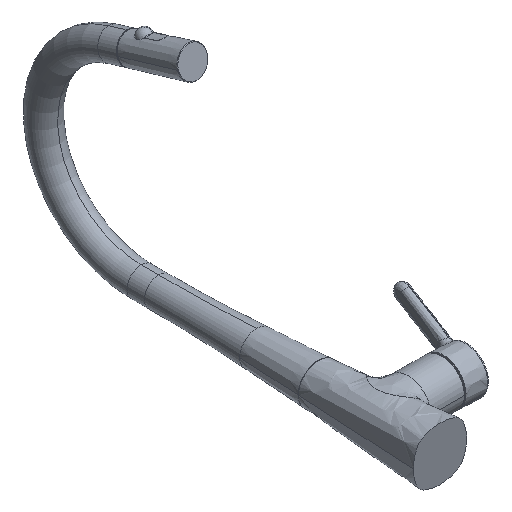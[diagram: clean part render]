
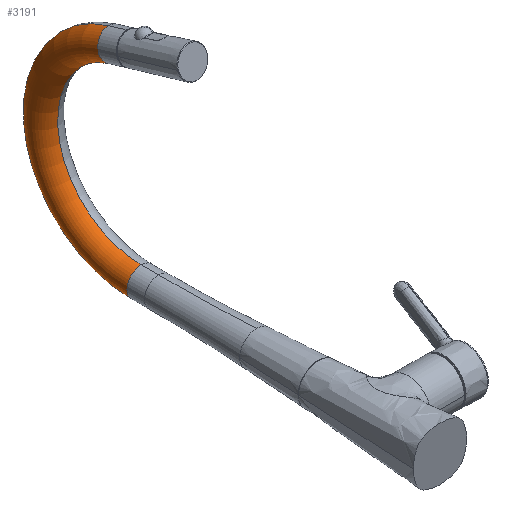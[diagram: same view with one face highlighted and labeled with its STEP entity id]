
A CAD part, isometric view. The second image highlights one B-rep face of the part: STEP entity #3191.
In plain terms, the highlighted toroidal (fillet/blend) face has major radius 104.623 mm and minor radius 15.25 mm.
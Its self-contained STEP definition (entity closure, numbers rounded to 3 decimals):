
#10 = EDGE_CURVE ( 'NONE', #3927, #3662, #2734, .T. ) ;
#25 = EDGE_CURVE ( 'NONE', #10087, #4552, #4960, .T. ) ;
#38 = DIRECTION ( 'NONE',  ( 0., 1., 0. ) ) ;
#810 = DIRECTION ( 'NONE',  ( 1., 0., 0. ) ) ;
#993 = CARTESIAN_POINT ( 'NONE',  ( 0., 350.162, 204.673 ) ) ;
#1123 = AXIS2_PLACEMENT_3D ( 'NONE', #993, #6817, #4327 ) ;
#1371 = TOROIDAL_SURFACE ( 'NONE', #4484, 104.622, 15.25 ) ;
#1549 = DIRECTION ( 'NONE',  ( 1., 0., 0. ) ) ;
#1563 = EDGE_LOOP ( 'NONE', ( #9409, #10631, #3330, #5924 ) ) ;
#1690 = AXIS2_PLACEMENT_3D ( 'NONE', #10261, #38, #3469 ) ;
#1783 = CARTESIAN_POINT ( 'NONE',  ( 0., 354.621, 219.257 ) ) ;
#1922 = FACE_OUTER_BOUND ( 'NONE', #1563, .T. ) ;
#2390 = DIRECTION ( 'NONE',  ( 0., -1., 0. ) ) ;
#2493 = CARTESIAN_POINT ( 'NONE',  ( 0., 319.573, -15.25 ) ) ;
#2734 = CIRCLE ( 'NONE', #1123, 15.25 ) ;
#3081 = CIRCLE ( 'NONE', #7266, 119.872 ) ;
#3191 = ADVANCED_FACE ( 'NONE', ( #1922 ), #1371, .T. ) ;
#3330 = ORIENTED_EDGE ( 'NONE', *, *, #3414, .T. ) ;
#3414 = EDGE_CURVE ( 'NONE', #4552, #3662, #10334, .T. ) ;
#3469 = DIRECTION ( 'NONE',  ( 0., 0., 1. ) ) ;
#3596 = EDGE_CURVE ( 'NONE', #10087, #3927, #3081, .T. ) ;
#3662 = VERTEX_POINT ( 'NONE', #5054 ) ;
#3927 = VERTEX_POINT ( 'NONE', #1783 ) ;
#4327 = DIRECTION ( 'NONE',  ( 0., -0.292, -0.956 ) ) ;
#4484 = AXIS2_PLACEMENT_3D ( 'NONE', #6555, #1549, #2390 ) ;
#4552 = VERTEX_POINT ( 'NONE', #8516 ) ;
#4960 = CIRCLE ( 'NONE', #1690, 15.25 ) ;
#4979 = DIRECTION ( 'NONE',  ( 1., 0., 0. ) ) ;
#5054 = CARTESIAN_POINT ( 'NONE',  ( 0., 345.703, 190.09 ) ) ;
#5574 = AXIS2_PLACEMENT_3D ( 'NONE', #10001, #4979, #10845 ) ;
#5858 = CARTESIAN_POINT ( 'NONE',  ( 0., 319.573, 104.622 ) ) ;
#5924 = ORIENTED_EDGE ( 'NONE', *, *, #10, .F. ) ;
#6555 = CARTESIAN_POINT ( 'NONE',  ( 0., 319.573, 104.622 ) ) ;
#6707 = DIRECTION ( 'NONE',  ( 0., 1., 0. ) ) ;
#6817 = DIRECTION ( 'NONE',  ( 0., -0.956, 0.292 ) ) ;
#7266 = AXIS2_PLACEMENT_3D ( 'NONE', #5858, #810, #6707 ) ;
#8516 = CARTESIAN_POINT ( 'NONE',  ( 0., 319.573, 15.25 ) ) ;
#9409 = ORIENTED_EDGE ( 'NONE', *, *, #3596, .F. ) ;
#10001 = CARTESIAN_POINT ( 'NONE',  ( 0., 319.573, 104.622 ) ) ;
#10087 = VERTEX_POINT ( 'NONE', #2493 ) ;
#10261 = CARTESIAN_POINT ( 'NONE',  ( 0., 319.573, 0. ) ) ;
#10334 = CIRCLE ( 'NONE', #5574, 89.372 ) ;
#10631 = ORIENTED_EDGE ( 'NONE', *, *, #25, .T. ) ;
#10845 = DIRECTION ( 'NONE',  ( 0., 1., 0. ) ) ;
